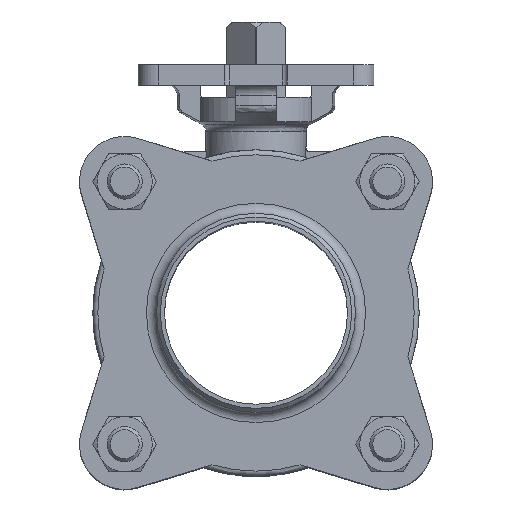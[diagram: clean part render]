
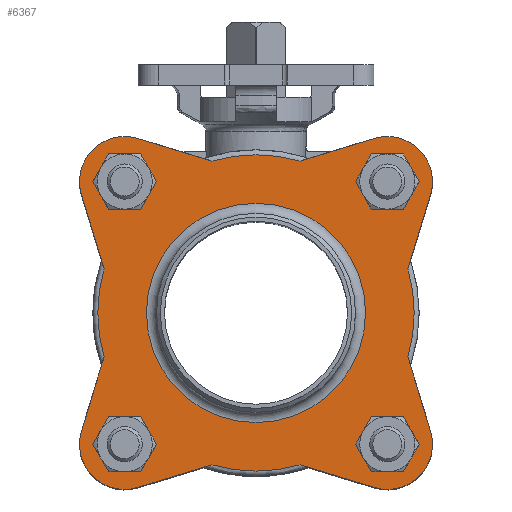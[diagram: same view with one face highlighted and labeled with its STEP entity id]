
A CAD part, top view. The second image highlights one B-rep face of the part: STEP entity #6367.
In plain terms, the highlighted planar face has unit normal (0, 0, 1).
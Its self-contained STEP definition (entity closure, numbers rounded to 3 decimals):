
#238=LINE('',#10942,#518);
#239=LINE('',#10946,#519);
#240=LINE('',#10947,#520);
#241=LINE('',#10951,#521);
#242=LINE('',#10952,#522);
#243=LINE('',#10956,#523);
#244=LINE('',#10957,#524);
#245=LINE('',#10961,#525);
#518=VECTOR('',#8216,1000.);
#519=VECTOR('',#8219,1000.);
#520=VECTOR('',#8220,1000.);
#521=VECTOR('',#8223,1000.);
#522=VECTOR('',#8224,1000.);
#523=VECTOR('',#8227,1000.);
#524=VECTOR('',#8228,1000.);
#525=VECTOR('',#8231,1000.);
#685=PLANE('',#6986);
#948=CIRCLE('',#6808,63.);
#951=CIRCLE('',#6812,63.);
#953=CIRCLE('',#6815,63.);
#1066=CIRCLE('',#6987,10.5);
#1067=CIRCLE('',#6988,10.5);
#1068=CIRCLE('',#6989,10.5);
#1069=CIRCLE('',#6990,10.5);
#1070=CIRCLE('',#6991,63.);
#1071=CIRCLE('',#6992,18.);
#1072=CIRCLE('',#6993,18.);
#1073=CIRCLE('',#6994,18.);
#1074=CIRCLE('',#6995,18.);
#1075=CIRCLE('',#6996,43.65);
#1831=ORIENTED_EDGE('',*,*,#3629,.F.);
#1832=ORIENTED_EDGE('',*,*,#3630,.F.);
#1833=ORIENTED_EDGE('',*,*,#3631,.F.);
#1834=ORIENTED_EDGE('',*,*,#3632,.F.);
#1835=ORIENTED_EDGE('',*,*,#3633,.F.);
#1836=ORIENTED_EDGE('',*,*,#3634,.T.);
#1837=ORIENTED_EDGE('',*,*,#3635,.T.);
#1838=ORIENTED_EDGE('',*,*,#3636,.T.);
#1839=ORIENTED_EDGE('',*,*,#3322,.F.);
#1840=ORIENTED_EDGE('',*,*,#3637,.T.);
#1841=ORIENTED_EDGE('',*,*,#3638,.T.);
#1842=ORIENTED_EDGE('',*,*,#3639,.T.);
#1843=ORIENTED_EDGE('',*,*,#3328,.F.);
#1844=ORIENTED_EDGE('',*,*,#3640,.T.);
#1845=ORIENTED_EDGE('',*,*,#3641,.T.);
#1846=ORIENTED_EDGE('',*,*,#3642,.T.);
#1847=ORIENTED_EDGE('',*,*,#3332,.F.);
#1848=ORIENTED_EDGE('',*,*,#3643,.T.);
#1849=ORIENTED_EDGE('',*,*,#3644,.T.);
#1850=ORIENTED_EDGE('',*,*,#3645,.T.);
#1851=ORIENTED_EDGE('',*,*,#3646,.T.);
#3322=EDGE_CURVE('',#4222,#4224,#948,.T.);
#3328=EDGE_CURVE('',#4229,#4227,#951,.T.);
#3332=EDGE_CURVE('',#4233,#4231,#953,.T.);
#3629=EDGE_CURVE('',#4457,#4457,#1066,.T.);
#3630=EDGE_CURVE('',#4458,#4458,#1067,.T.);
#3631=EDGE_CURVE('',#4459,#4459,#1068,.T.);
#3632=EDGE_CURVE('',#4460,#4460,#1069,.T.);
#3633=EDGE_CURVE('',#4461,#4462,#1070,.T.);
#3634=EDGE_CURVE('',#4461,#4463,#238,.T.);
#3635=EDGE_CURVE('',#4463,#4464,#1071,.T.);
#3636=EDGE_CURVE('',#4464,#4224,#239,.T.);
#3637=EDGE_CURVE('',#4222,#4465,#240,.T.);
#3638=EDGE_CURVE('',#4465,#4466,#1072,.T.);
#3639=EDGE_CURVE('',#4466,#4227,#241,.T.);
#3640=EDGE_CURVE('',#4229,#4467,#242,.T.);
#3641=EDGE_CURVE('',#4467,#4468,#1073,.T.);
#3642=EDGE_CURVE('',#4468,#4231,#243,.T.);
#3643=EDGE_CURVE('',#4233,#4469,#244,.T.);
#3644=EDGE_CURVE('',#4469,#4470,#1074,.T.);
#3645=EDGE_CURVE('',#4470,#4462,#245,.T.);
#3646=EDGE_CURVE('',#4471,#4471,#1075,.T.);
#4222=VERTEX_POINT('',#10060);
#4224=VERTEX_POINT('',#10063);
#4227=VERTEX_POINT('',#10082);
#4229=VERTEX_POINT('',#10092);
#4231=VERTEX_POINT('',#10103);
#4233=VERTEX_POINT('',#10113);
#4457=VERTEX_POINT('',#10932);
#4458=VERTEX_POINT('',#10934);
#4459=VERTEX_POINT('',#10936);
#4460=VERTEX_POINT('',#10938);
#4461=VERTEX_POINT('',#10940);
#4462=VERTEX_POINT('',#10941);
#4463=VERTEX_POINT('',#10943);
#4464=VERTEX_POINT('',#10945);
#4465=VERTEX_POINT('',#10948);
#4466=VERTEX_POINT('',#10950);
#4467=VERTEX_POINT('',#10953);
#4468=VERTEX_POINT('',#10955);
#4469=VERTEX_POINT('',#10958);
#4470=VERTEX_POINT('',#10960);
#4471=VERTEX_POINT('',#10963);
#5144=EDGE_LOOP('',(#1831));
#5145=EDGE_LOOP('',(#1832));
#5146=EDGE_LOOP('',(#1833));
#5147=EDGE_LOOP('',(#1834));
#5148=EDGE_LOOP('',(#1835,#1836,#1837,#1838,#1839,#1840,#1841,#1842,#1843,
#1844,#1845,#1846,#1847,#1848,#1849,#1850));
#5149=EDGE_LOOP('',(#1851));
#5705=FACE_BOUND('',#5144,.T.);
#5706=FACE_BOUND('',#5145,.T.);
#5707=FACE_BOUND('',#5146,.T.);
#5708=FACE_BOUND('',#5147,.T.);
#5709=FACE_BOUND('',#5148,.T.);
#5710=FACE_BOUND('',#5149,.T.);
#6367=ADVANCED_FACE('',(#5705,#5706,#5707,#5708,#5709,#5710),#685,.F.);
#6808=AXIS2_PLACEMENT_3D('',#10062,#7738,#7739);
#6812=AXIS2_PLACEMENT_3D('',#10093,#7746,#7747);
#6815=AXIS2_PLACEMENT_3D('',#10114,#7752,#7753);
#6986=AXIS2_PLACEMENT_3D('',#10930,#8204,#8205);
#6987=AXIS2_PLACEMENT_3D('',#10931,#8206,#8207);
#6988=AXIS2_PLACEMENT_3D('',#10933,#8208,#8209);
#6989=AXIS2_PLACEMENT_3D('',#10935,#8210,#8211);
#6990=AXIS2_PLACEMENT_3D('',#10937,#8212,#8213);
#6991=AXIS2_PLACEMENT_3D('',#10939,#8214,#8215);
#6992=AXIS2_PLACEMENT_3D('',#10944,#8217,#8218);
#6993=AXIS2_PLACEMENT_3D('',#10949,#8221,#8222);
#6994=AXIS2_PLACEMENT_3D('',#10954,#8225,#8226);
#6995=AXIS2_PLACEMENT_3D('',#10959,#8229,#8230);
#6996=AXIS2_PLACEMENT_3D('',#10962,#8232,#8233);
#7738=DIRECTION('',(0.,0.,-1.));
#7739=DIRECTION('',(-1.,0.,0.));
#7746=DIRECTION('',(0.,0.,-1.));
#7747=DIRECTION('',(-1.,0.,0.));
#7752=DIRECTION('',(0.,0.,-1.));
#7753=DIRECTION('',(-1.,0.,0.));
#8204=DIRECTION('',(0.,0.,-1.));
#8205=DIRECTION('',(-1.,0.,0.));
#8206=DIRECTION('',(0.,0.,1.));
#8207=DIRECTION('',(1.,0.,0.));
#8208=DIRECTION('',(0.,0.,1.));
#8209=DIRECTION('',(1.,0.,0.));
#8210=DIRECTION('',(0.,0.,1.));
#8211=DIRECTION('',(1.,0.,0.));
#8212=DIRECTION('',(0.,0.,1.));
#8213=DIRECTION('',(1.,0.,0.));
#8214=DIRECTION('',(0.,0.,-1.));
#8215=DIRECTION('',(-1.,0.,0.));
#8216=DIRECTION('',(-0.956,0.292,0.));
#8217=DIRECTION('',(0.,0.,1.));
#8218=DIRECTION('',(1.,0.,0.));
#8219=DIRECTION('',(0.292,-0.956,0.));
#8220=DIRECTION('',(-0.292,-0.956,0.));
#8221=DIRECTION('',(0.,0.,1.));
#8222=DIRECTION('',(1.,0.,0.));
#8223=DIRECTION('',(0.956,0.292,0.));
#8224=DIRECTION('',(0.956,-0.292,0.));
#8225=DIRECTION('',(0.,0.,1.));
#8226=DIRECTION('',(1.,0.,0.));
#8227=DIRECTION('',(-0.292,0.956,0.));
#8228=DIRECTION('',(0.292,0.956,0.));
#8229=DIRECTION('',(0.,0.,1.));
#8230=DIRECTION('',(1.,0.,0.));
#8231=DIRECTION('',(-0.956,-0.292,0.));
#8232=DIRECTION('',(0.,0.,-1.));
#8233=DIRECTION('',(-1.,0.,0.));
#10060=CARTESIAN_POINT('',(-60.511,-17.533,61.8));
#10062=CARTESIAN_POINT('',(0.,0.,61.8));
#10063=CARTESIAN_POINT('',(-60.511,17.533,61.8));
#10082=CARTESIAN_POINT('',(-17.533,-60.511,61.8));
#10092=CARTESIAN_POINT('',(17.533,-60.511,61.8));
#10093=CARTESIAN_POINT('',(0.,0.,61.8));
#10103=CARTESIAN_POINT('',(60.511,-17.533,61.8));
#10113=CARTESIAN_POINT('',(60.511,17.533,61.8));
#10114=CARTESIAN_POINT('',(0.,0.,61.8));
#10930=CARTESIAN_POINT('',(0.,0.,61.8));
#10931=CARTESIAN_POINT('',(52.326,-52.326,61.8));
#10932=CARTESIAN_POINT('',(62.826,-52.326,61.8));
#10933=CARTESIAN_POINT('',(-52.326,-52.326,61.8));
#10934=CARTESIAN_POINT('',(-41.826,-52.326,61.8));
#10935=CARTESIAN_POINT('',(-52.326,52.326,61.8));
#10936=CARTESIAN_POINT('',(-41.826,52.326,61.8));
#10937=CARTESIAN_POINT('',(52.326,52.326,61.8));
#10938=CARTESIAN_POINT('',(62.826,52.326,61.8));
#10939=CARTESIAN_POINT('',(0.,0.,61.8));
#10940=CARTESIAN_POINT('',(-17.533,60.511,61.8));
#10941=CARTESIAN_POINT('',(17.533,60.511,61.8));
#10942=CARTESIAN_POINT('',(0.,55.151,61.8));
#10943=CARTESIAN_POINT('',(-47.063,69.539,61.8));
#10944=CARTESIAN_POINT('',(-52.326,52.326,61.8));
#10945=CARTESIAN_POINT('',(-69.539,47.063,61.8));
#10946=CARTESIAN_POINT('',(-69.539,47.063,61.8));
#10947=CARTESIAN_POINT('',(-55.151,0.,61.8));
#10948=CARTESIAN_POINT('',(-69.539,-47.063,61.8));
#10949=CARTESIAN_POINT('',(-52.326,-52.326,61.8));
#10950=CARTESIAN_POINT('',(-47.063,-69.539,61.8));
#10951=CARTESIAN_POINT('',(-47.063,-69.539,61.8));
#10952=CARTESIAN_POINT('',(0.,-55.151,61.8));
#10953=CARTESIAN_POINT('',(47.063,-69.539,61.8));
#10954=CARTESIAN_POINT('',(52.326,-52.326,61.8));
#10955=CARTESIAN_POINT('',(69.539,-47.063,61.8));
#10956=CARTESIAN_POINT('',(69.539,-47.063,61.8));
#10957=CARTESIAN_POINT('',(55.151,0.,61.8));
#10958=CARTESIAN_POINT('',(69.539,47.063,61.8));
#10959=CARTESIAN_POINT('',(52.326,52.326,61.8));
#10960=CARTESIAN_POINT('',(47.063,69.539,61.8));
#10961=CARTESIAN_POINT('',(47.063,69.539,61.8));
#10962=CARTESIAN_POINT('',(0.,0.,61.8));
#10963=CARTESIAN_POINT('',(-43.65,0.,61.8));
